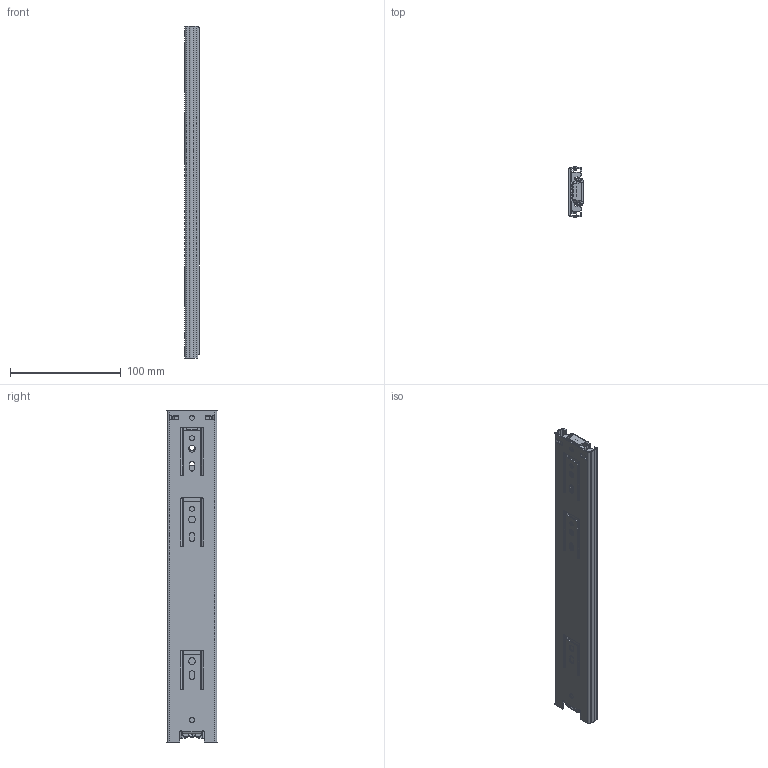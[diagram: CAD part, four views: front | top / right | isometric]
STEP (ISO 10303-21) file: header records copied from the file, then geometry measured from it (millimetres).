
FILE_DESCRIPTION (( 'STEP AP214' ), '1' );
FILE_NAME ('FR_5046.0300mm_12inch_closed.STEP', '2022-11-24T08:42:47', ( '' ), ( '' ), 'SwSTEP 2.0', 'SolidWorks 2020', '' );
FILE_SCHEMA (( 'AUTOMOTIVE_DESIGN' ));
Length unit declared in the file: millimetre
Products named in the file (11): 5046.XXX-03.C200A_NL  300; 5046.XXX-01.C200A_NL  300; FR_5046.0300mm_12inch_closed; 5046.XXX-02.C200A_NL  300; Anschlag hinten; Anschlag Mittelprofiel; Niete; AHS
Assembly tree (10 placements, depth 3):
  FR_5046.0300mm_12inch_closed
    5046.XXX-01.C200A_NL  300
      5046.XXX-01.C200A_NL  300
      Anschlag hinten
    5046.XXX-02.C200A_NL  300
      5046.XXX-02.C200A_NL  300
      Anschlag Mittelprofiel
    5046.XXX-03.C200A_NL  300
      5046.XXX-03.C200A_NL  300
      AHS
      Niete
Bounding box: 12.7 x 45.46 x 300 mm (x, y, z)
Volume: 57349.5 mm3; surface area: 95151.7 mm2
Topology: 7 solids, 7 shells, 642 faces, 1609 edges, 976 vertices
Faces by surface type: plane 343, cylinder 235, torus 33, bspline 22, cone 6, sphere 3
Entity records: 20025 total; most frequent: CARTESIAN_POINT 4066, DIRECTION 3347, ORIENTED_EDGE 3212, EDGE_CURVE 1606, AXIS2_PLACEMENT_3D 1179, VECTOR 989, LINE 989, VERTEX_POINT 976
